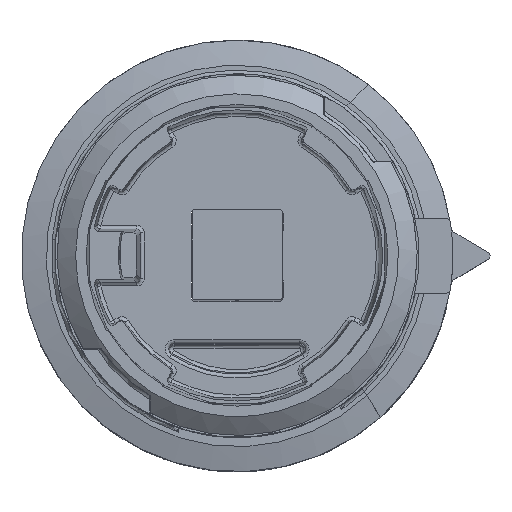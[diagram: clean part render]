
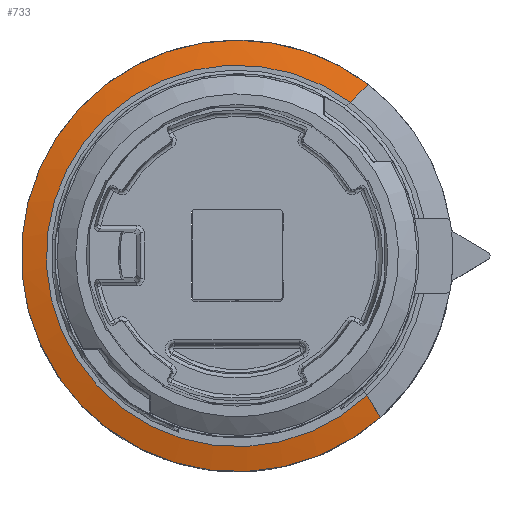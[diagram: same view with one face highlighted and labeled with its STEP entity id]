
A CAD part, top view. The second image highlights one B-rep face of the part: STEP entity #733.
In plain terms, the highlighted conical face has half-angle 75.964 degrees and reference radius 28.75 mm.
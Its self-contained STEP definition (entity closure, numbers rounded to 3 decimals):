
#250=CONICAL_SURFACE('',#8397,28.75,75.964);
#733=ADVANCED_FACE('',(#1330),#250,.T.);
#1330=FACE_OUTER_BOUND('',#1814,.T.);
#1814=EDGE_LOOP('',(#3754,#3755,#3756,#3757,#3758,#3759,#3760,#3761));
#2350=CIRCLE('',#8387,25.417);
#2356=CIRCLE('',#8395,28.75);
#2357=CIRCLE('',#8396,28.75);
#3754=ORIENTED_EDGE('',*,*,#6660,.F.);
#3755=ORIENTED_EDGE('',*,*,#6810,.F.);
#3756=ORIENTED_EDGE('',*,*,#6824,.F.);
#3757=ORIENTED_EDGE('',*,*,#6825,.F.);
#3758=ORIENTED_EDGE('',*,*,#6826,.T.);
#3759=ORIENTED_EDGE('',*,*,#6827,.T.);
#3760=ORIENTED_EDGE('',*,*,#6828,.T.);
#3761=ORIENTED_EDGE('',*,*,#6829,.F.);
#5842=VERTEX_POINT('',#11714);
#5846=VERTEX_POINT('',#11756);
#5976=VERTEX_POINT('',#12262);
#5988=VERTEX_POINT('',#12305);
#5989=VERTEX_POINT('',#12307);
#5990=VERTEX_POINT('',#12312);
#5991=VERTEX_POINT('',#12317);
#5992=VERTEX_POINT('',#12322);
#6660=EDGE_CURVE('',#5846,#5842,#7781,.T.);
#6810=EDGE_CURVE('',#5976,#5846,#2350,.T.);
#6824=EDGE_CURVE('',#5988,#5976,#7824,.T.);
#6825=EDGE_CURVE('',#5989,#5988,#2356,.T.);
#6826=EDGE_CURVE('',#5989,#5990,#7825,.T.);
#6827=EDGE_CURVE('',#5990,#5991,#7826,.T.);
#6828=EDGE_CURVE('',#5991,#5992,#7827,.T.);
#6829=EDGE_CURVE('',#5842,#5992,#2357,.T.);
#7781=B_SPLINE_CURVE_WITH_KNOTS('',3,(#11757,#11758,#11759,#11760),
 .UNSPECIFIED.,.F.,.F.,(4,4),(0.,1.),.UNSPECIFIED.);
#7824=B_SPLINE_CURVE_WITH_KNOTS('',3,(#12301,#12302,#12303,#12304),
 .UNSPECIFIED.,.F.,.F.,(4,4),(0.,1.),.UNSPECIFIED.);
#7825=B_SPLINE_CURVE_WITH_KNOTS('',3,(#12308,#12309,#12310,#12311),
 .UNSPECIFIED.,.F.,.F.,(4,4),(0.,1.),.UNSPECIFIED.);
#7826=B_SPLINE_CURVE_WITH_KNOTS('',3,(#12313,#12314,#12315,#12316),
 .UNSPECIFIED.,.F.,.F.,(4,4),(0.,1.),.UNSPECIFIED.);
#7827=B_SPLINE_CURVE_WITH_KNOTS('',3,(#12318,#12319,#12320,#12321),
 .UNSPECIFIED.,.F.,.F.,(4,4),(0.,1.),.UNSPECIFIED.);
#8387=AXIS2_PLACEMENT_3D('',#12263,#9630,#9631);
#8395=AXIS2_PLACEMENT_3D('',#12306,#9651,#9652);
#8396=AXIS2_PLACEMENT_3D('',#12323,#9653,#9654);
#8397=AXIS2_PLACEMENT_3D('',#12324,#9655,#9656);
#9630=DIRECTION('',(0.,0.,1.));
#9631=DIRECTION('',(1.,0.,0.));
#9651=DIRECTION('',(0.,0.,-1.));
#9652=DIRECTION('',(1.,0.,0.));
#9653=DIRECTION('',(0.,0.,-1.));
#9654=DIRECTION('',(1.,0.,0.));
#9655=DIRECTION('',(0.,0.,-1.));
#9656=DIRECTION('',(-1.,0.,0.));
#11714=CARTESIAN_POINT('',(19.092,-21.665,271.017));
#11756=CARTESIAN_POINT('',(17.297,-18.792,271.85));
#11757=CARTESIAN_POINT('',(17.297,-18.792,271.85));
#11758=CARTESIAN_POINT('',(17.895,-19.75,271.573));
#11759=CARTESIAN_POINT('',(18.494,-20.707,271.295));
#11760=CARTESIAN_POINT('',(19.092,-21.665,271.017));
#12262=CARTESIAN_POINT('',(15.224,20.184,271.85));
#12263=CARTESIAN_POINT('',(0.,-0.169,271.85));
#12301=CARTESIAN_POINT('',(17.614,22.553,271.017));
#12302=CARTESIAN_POINT('',(16.817,21.764,271.295));
#12303=CARTESIAN_POINT('',(16.02,20.974,271.573));
#12304=CARTESIAN_POINT('',(15.224,20.184,271.85));
#12305=CARTESIAN_POINT('',(17.614,22.553,271.017));
#12306=CARTESIAN_POINT('',(0.,-0.169,271.017));
#12307=CARTESIAN_POINT('',(-28.647,2.267,271.017));
#12308=CARTESIAN_POINT('',(-28.647,2.267,271.017));
#12309=CARTESIAN_POINT('',(-28.649,2.239,271.017));
#12310=CARTESIAN_POINT('',(-28.65,2.211,271.017));
#12311=CARTESIAN_POINT('',(-28.65,2.183,271.018));
#12312=CARTESIAN_POINT('',(-28.65,2.183,271.018));
#12313=CARTESIAN_POINT('',(-28.65,2.183,271.018));
#12314=CARTESIAN_POINT('',(-28.65,0.615,271.05));
#12315=CARTESIAN_POINT('',(-28.65,-0.953,271.05));
#12316=CARTESIAN_POINT('',(-28.65,-2.521,271.018));
#12317=CARTESIAN_POINT('',(-28.65,-2.521,271.018));
#12318=CARTESIAN_POINT('',(-28.65,-2.521,271.018));
#12319=CARTESIAN_POINT('',(-28.65,-2.549,271.017));
#12320=CARTESIAN_POINT('',(-28.649,-2.578,271.017));
#12321=CARTESIAN_POINT('',(-28.647,-2.606,271.017));
#12322=CARTESIAN_POINT('',(-28.647,-2.606,271.017));
#12323=CARTESIAN_POINT('',(0.,-0.169,271.017));
#12324=CARTESIAN_POINT('',(0.,-0.169,271.017));
